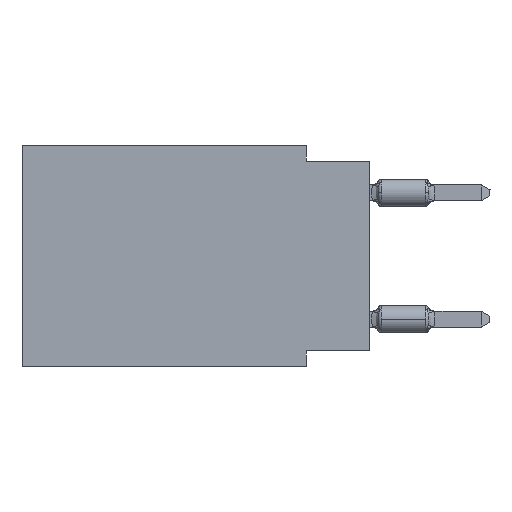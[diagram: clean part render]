
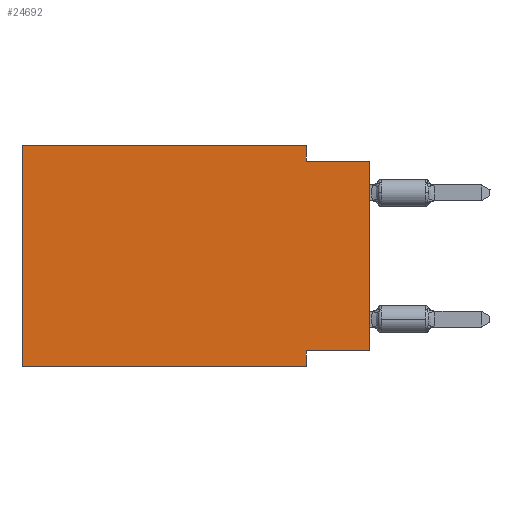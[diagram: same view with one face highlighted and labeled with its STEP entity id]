
A CAD part, left-side view. The second image highlights one B-rep face of the part: STEP entity #24692.
In plain terms, the highlighted planar face has unit normal (-1, 0, 0).
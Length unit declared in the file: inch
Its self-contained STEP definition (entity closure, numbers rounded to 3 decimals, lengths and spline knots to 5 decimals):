
#280 = DIRECTION ( 'NONE',  ( 0., 0., -1. ) ) ;
#442 = CARTESIAN_POINT ( 'NONE',  ( 0., 0.55, 0. ) ) ;
#1239 = VECTOR ( 'NONE', #27051, 39.37008 ) ;
#1661 = LINE ( 'NONE', #19879, #6738 ) ;
#1931 = EDGE_CURVE ( 'NONE', #2323, #30612, #13080, .T. ) ;
#2012 = LINE ( 'NONE', #23472, #22587 ) ;
#2323 = VERTEX_POINT ( 'NONE', #23337 ) ;
#2499 = EDGE_CURVE ( 'NONE', #26521, #2323, #1661, .T. ) ;
#2951 = ORIENTED_EDGE ( 'NONE', *, *, #1931, .F. ) ;
#3696 = CARTESIAN_POINT ( 'NONE',  ( 0., 0.1, -0.35 ) ) ;
#3827 = EDGE_CURVE ( 'NONE', #23408, #10476, #2012, .T. ) ;
#3957 = PLANE ( 'NONE',  #28420 ) ;
#4044 = EDGE_CURVE ( 'NONE', #10476, #26521, #26542, .T. ) ;
#5012 = ORIENTED_EDGE ( 'NONE', *, *, #4044, .F. ) ;
#5248 = CARTESIAN_POINT ( 'NONE',  ( 0., 0., -0.025 ) ) ;
#6268 = LINE ( 'NONE', #3696, #18427 ) ;
#6738 = VECTOR ( 'NONE', #14710, 39.37008 ) ;
#6874 = ORIENTED_EDGE ( 'NONE', *, *, #3827, .F. ) ;
#8423 = EDGE_LOOP ( 'NONE', ( #11231, #2951, #22128, #5012, #6874, #10651, #9272, #25888 ) ) ;
#8532 = EDGE_CURVE ( 'NONE', #22465, #26349, #29156, .T. ) ;
#9272 = ORIENTED_EDGE ( 'NONE', *, *, #21281, .F. ) ;
#9350 = DIRECTION ( 'NONE',  ( 0., -1., 0. ) ) ;
#9636 = DIRECTION ( 'NONE',  ( 1., 0., 0. ) ) ;
#10476 = VERTEX_POINT ( 'NONE', #31750 ) ;
#10499 = DIRECTION ( 'NONE',  ( 0., -1., 0. ) ) ;
#10651 = ORIENTED_EDGE ( 'NONE', *, *, #30930, .T. ) ;
#11231 = ORIENTED_EDGE ( 'NONE', *, *, #16500, .T. ) ;
#11482 = LINE ( 'NONE', #29499, #28120 ) ;
#13041 = CARTESIAN_POINT ( 'NONE',  ( 0., 0., -0.325 ) ) ;
#13080 = LINE ( 'NONE', #20803, #31350 ) ;
#14710 = DIRECTION ( 'NONE',  ( 0., 0., -1. ) ) ;
#15657 = CARTESIAN_POINT ( 'NONE',  ( 0., 0.1, 0. ) ) ;
#16500 = EDGE_CURVE ( 'NONE', #22465, #30612, #11482, .T. ) ;
#16823 = CARTESIAN_POINT ( 'NONE',  ( 0., 0.55, -0.35 ) ) ;
#18427 = VECTOR ( 'NONE', #280, 39.37008 ) ;
#19003 = CARTESIAN_POINT ( 'NONE',  ( 0., 0., -0.325 ) ) ;
#19879 = CARTESIAN_POINT ( 'NONE',  ( 0., 0.1, 0. ) ) ;
#20429 = VECTOR ( 'NONE', #9350, 39.37008 ) ;
#20803 = CARTESIAN_POINT ( 'NONE',  ( 0., 0., -0.025 ) ) ;
#21281 = EDGE_CURVE ( 'NONE', #26349, #23826, #6268, .T. ) ;
#22128 = ORIENTED_EDGE ( 'NONE', *, *, #2499, .F. ) ;
#22399 = CARTESIAN_POINT ( 'NONE',  ( 0., 0.55, -0.35 ) ) ;
#22465 = VERTEX_POINT ( 'NONE', #19003 ) ;
#22587 = VECTOR ( 'NONE', #22962, 39.37008 ) ;
#22962 = DIRECTION ( 'NONE',  ( 0., 0., 1. ) ) ;
#23337 = CARTESIAN_POINT ( 'NONE',  ( 0., 0.1, -0.025 ) ) ;
#23408 = VERTEX_POINT ( 'NONE', #16823 ) ;
#23472 = CARTESIAN_POINT ( 'NONE',  ( 0., 0.55, 0. ) ) ;
#23826 = VERTEX_POINT ( 'NONE', #28076 ) ;
#24692 = ADVANCED_FACE ( 'NONE', ( #27471 ), #3957, .F. ) ;
#24975 = LINE ( 'NONE', #22399, #20429 ) ;
#25888 = ORIENTED_EDGE ( 'NONE', *, *, #8532, .F. ) ;
#26349 = VERTEX_POINT ( 'NONE', #30579 ) ;
#26521 = VERTEX_POINT ( 'NONE', #15657 ) ;
#26542 = LINE ( 'NONE', #442, #1239 ) ;
#27051 = DIRECTION ( 'NONE',  ( 0., -1., 0. ) ) ;
#27471 = FACE_OUTER_BOUND ( 'NONE', #8423, .T. ) ;
#27887 = VECTOR ( 'NONE', #29490, 39.37008 ) ;
#28076 = CARTESIAN_POINT ( 'NONE',  ( 0., 0.1, -0.35 ) ) ;
#28120 = VECTOR ( 'NONE', #32391, 39.37008 ) ;
#28420 = AXIS2_PLACEMENT_3D ( 'NONE', #32438, #9636, #29889 ) ;
#29156 = LINE ( 'NONE', #13041, #27887 ) ;
#29490 = DIRECTION ( 'NONE',  ( 0., 1., 0. ) ) ;
#29499 = CARTESIAN_POINT ( 'NONE',  ( 0., 0., 0. ) ) ;
#29889 = DIRECTION ( 'NONE',  ( 0., 0., -1. ) ) ;
#30579 = CARTESIAN_POINT ( 'NONE',  ( 0., 0.1, -0.325 ) ) ;
#30612 = VERTEX_POINT ( 'NONE', #5248 ) ;
#30930 = EDGE_CURVE ( 'NONE', #23408, #23826, #24975, .T. ) ;
#31350 = VECTOR ( 'NONE', #10499, 39.37008 ) ;
#31750 = CARTESIAN_POINT ( 'NONE',  ( 0., 0.55, 0. ) ) ;
#32391 = DIRECTION ( 'NONE',  ( 0., 0., 1. ) ) ;
#32438 = CARTESIAN_POINT ( 'NONE',  ( 0., 0.55, 0. ) ) ;
